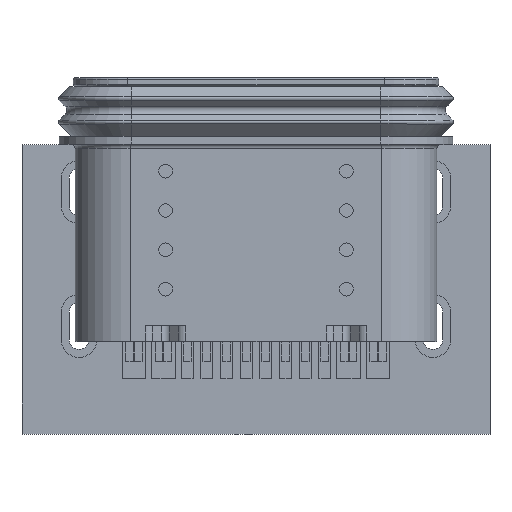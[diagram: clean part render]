
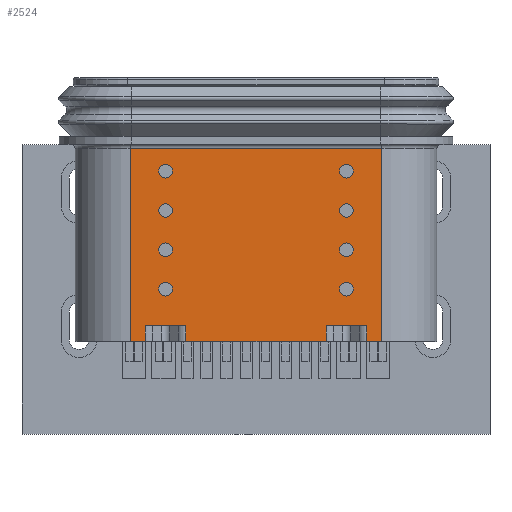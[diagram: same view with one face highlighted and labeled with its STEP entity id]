
A CAD part, top view. The second image highlights one B-rep face of the part: STEP entity #2524.
In plain terms, the highlighted planar face has unit normal (0, 0, 1).
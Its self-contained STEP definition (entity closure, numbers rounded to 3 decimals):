
#2524=ADVANCED_FACE('',(#7365,#7366,#7367,#7368,#7369,#7370,#7371,#7372,
#7373),#3514,.T.);
#3514=PLANE('',#19950);
#4287=LINE('',#27922,#5959);
#4290=LINE('',#27935,#5962);
#4291=LINE('',#27979,#5963);
#4292=LINE('',#27982,#5964);
#4293=LINE('',#27984,#5965);
#4294=LINE('',#27986,#5966);
#4295=LINE('',#27988,#5967);
#4296=LINE('',#27989,#5968);
#4297=LINE('',#27991,#5969);
#4298=LINE('',#27993,#5970);
#4299=LINE('',#27994,#5971);
#4300=LINE('',#27996,#5972);
#5959=VECTOR('',#22344,1.);
#5962=VECTOR('',#22355,1.);
#5963=VECTOR('',#22408,1.);
#5964=VECTOR('',#22409,1.);
#5965=VECTOR('',#22410,1.);
#5966=VECTOR('',#22411,1.);
#5967=VECTOR('',#22412,1.);
#5968=VECTOR('',#22413,1.);
#5969=VECTOR('',#22414,1.);
#5970=VECTOR('',#22415,1.);
#5971=VECTOR('',#22416,1.);
#5972=VECTOR('',#22417,1.);
#7365=FACE_BOUND('',#7618,.T.);
#7366=FACE_BOUND('',#7619,.T.);
#7367=FACE_BOUND('',#7620,.T.);
#7368=FACE_BOUND('',#7621,.T.);
#7369=FACE_BOUND('',#7622,.T.);
#7370=FACE_BOUND('',#7623,.T.);
#7371=FACE_BOUND('',#7624,.T.);
#7372=FACE_BOUND('',#7625,.T.);
#7373=FACE_BOUND('',#7626,.T.);
#7618=EDGE_LOOP('',(#9292));
#7619=EDGE_LOOP('',(#9293));
#7620=EDGE_LOOP('',(#9294));
#7621=EDGE_LOOP('',(#9295));
#7622=EDGE_LOOP('',(#9296,#9297,#9298,#9299,#9300,#9301,#9302,#9303,#9304,
#9305,#9306,#9307));
#7623=EDGE_LOOP('',(#9308));
#7624=EDGE_LOOP('',(#9309));
#7625=EDGE_LOOP('',(#9310));
#7626=EDGE_LOOP('',(#9311));
#9292=ORIENTED_EDGE('',*,*,#16493,.F.);
#9293=ORIENTED_EDGE('',*,*,#16491,.T.);
#9294=ORIENTED_EDGE('',*,*,#16483,.F.);
#9295=ORIENTED_EDGE('',*,*,#16485,.F.);
#9296=ORIENTED_EDGE('',*,*,#16495,.T.);
#9297=ORIENTED_EDGE('',*,*,#16496,.T.);
#9298=ORIENTED_EDGE('',*,*,#16497,.F.);
#9299=ORIENTED_EDGE('',*,*,#16498,.F.);
#9300=ORIENTED_EDGE('',*,*,#16499,.T.);
#9301=ORIENTED_EDGE('',*,*,#16471,.F.);
#9302=ORIENTED_EDGE('',*,*,#16500,.F.);
#9303=ORIENTED_EDGE('',*,*,#16501,.F.);
#9304=ORIENTED_EDGE('',*,*,#16502,.F.);
#9305=ORIENTED_EDGE('',*,*,#16477,.F.);
#9306=ORIENTED_EDGE('',*,*,#16503,.T.);
#9307=ORIENTED_EDGE('',*,*,#16504,.F.);
#9308=ORIENTED_EDGE('',*,*,#16487,.T.);
#9309=ORIENTED_EDGE('',*,*,#16489,.T.);
#9310=ORIENTED_EDGE('',*,*,#16481,.F.);
#9311=ORIENTED_EDGE('',*,*,#16479,.F.);
#14526=VERTEX_POINT('',#27921);
#14527=VERTEX_POINT('',#27923);
#14532=VERTEX_POINT('',#27934);
#14533=VERTEX_POINT('',#27936);
#14534=VERTEX_POINT('',#27940);
#14536=VERTEX_POINT('',#27945);
#14538=VERTEX_POINT('',#27950);
#14540=VERTEX_POINT('',#27955);
#14542=VERTEX_POINT('',#27960);
#14544=VERTEX_POINT('',#27965);
#14546=VERTEX_POINT('',#27970);
#14548=VERTEX_POINT('',#27975);
#14550=VERTEX_POINT('',#27980);
#14551=VERTEX_POINT('',#27981);
#14552=VERTEX_POINT('',#27983);
#14553=VERTEX_POINT('',#27985);
#14554=VERTEX_POINT('',#27987);
#14555=VERTEX_POINT('',#27990);
#14556=VERTEX_POINT('',#27992);
#14557=VERTEX_POINT('',#27995);
#16471=EDGE_CURVE('',#14526,#14527,#4287,.T.);
#16477=EDGE_CURVE('',#14532,#14533,#4290,.T.);
#16479=EDGE_CURVE('',#14534,#14534,#18973,.T.);
#16481=EDGE_CURVE('',#14536,#14536,#18975,.T.);
#16483=EDGE_CURVE('',#14538,#14538,#18977,.T.);
#16485=EDGE_CURVE('',#14540,#14540,#18979,.T.);
#16487=EDGE_CURVE('',#14542,#14542,#18981,.T.);
#16489=EDGE_CURVE('',#14544,#14544,#18983,.T.);
#16491=EDGE_CURVE('',#14546,#14546,#18985,.T.);
#16493=EDGE_CURVE('',#14548,#14548,#18987,.T.);
#16495=EDGE_CURVE('',#14550,#14551,#4291,.T.);
#16496=EDGE_CURVE('',#14551,#14552,#4292,.T.);
#16497=EDGE_CURVE('',#14553,#14552,#4293,.T.);
#16498=EDGE_CURVE('',#14554,#14553,#4294,.T.);
#16499=EDGE_CURVE('',#14554,#14527,#4295,.T.);
#16500=EDGE_CURVE('',#14555,#14526,#4296,.T.);
#16501=EDGE_CURVE('',#14556,#14555,#4297,.T.);
#16502=EDGE_CURVE('',#14533,#14556,#4298,.T.);
#16503=EDGE_CURVE('',#14532,#14557,#4299,.T.);
#16504=EDGE_CURVE('',#14550,#14557,#4300,.T.);
#18973=CIRCLE('',#19926,0.175);
#18975=CIRCLE('',#19929,0.175);
#18977=CIRCLE('',#19932,0.175);
#18979=CIRCLE('',#19935,0.175);
#18981=CIRCLE('',#19938,0.175);
#18983=CIRCLE('',#19941,0.175);
#18985=CIRCLE('',#19944,0.175);
#18987=CIRCLE('',#19947,0.175);
#19926=AXIS2_PLACEMENT_3D('',#27939,#22360,#22361);
#19929=AXIS2_PLACEMENT_3D('',#27944,#22366,#22367);
#19932=AXIS2_PLACEMENT_3D('',#27949,#22372,#22373);
#19935=AXIS2_PLACEMENT_3D('',#27954,#22378,#22379);
#19938=AXIS2_PLACEMENT_3D('',#27959,#22384,#22385);
#19941=AXIS2_PLACEMENT_3D('',#27964,#22390,#22391);
#19944=AXIS2_PLACEMENT_3D('',#27969,#22396,#22397);
#19947=AXIS2_PLACEMENT_3D('',#27974,#22402,#22403);
#19950=AXIS2_PLACEMENT_3D('',#27997,#22418,#22419);
#22344=DIRECTION('',(-1.,0.,0.));
#22355=DIRECTION('',(-1.,0.,0.));
#22360=DIRECTION('',(0.,0.,1.));
#22361=DIRECTION('',(1.,0.,0.));
#22366=DIRECTION('',(0.,0.,1.));
#22367=DIRECTION('',(1.,0.,0.));
#22372=DIRECTION('',(0.,0.,1.));
#22373=DIRECTION('',(1.,0.,0.));
#22378=DIRECTION('',(0.,0.,1.));
#22379=DIRECTION('',(1.,0.,0.));
#22384=DIRECTION('',(0.,0.,-1.));
#22385=DIRECTION('',(-1.,0.,0.));
#22390=DIRECTION('',(0.,0.,-1.));
#22391=DIRECTION('',(-1.,0.,0.));
#22396=DIRECTION('',(0.,0.,-1.));
#22397=DIRECTION('',(-1.,0.,0.));
#22402=DIRECTION('',(0.,0.,1.));
#22403=DIRECTION('',(-1.,0.,0.));
#22408=DIRECTION('',(0.,1.,0.));
#22409=DIRECTION('',(-1.,0.,0.));
#22410=DIRECTION('',(0.,1.,0.));
#22411=DIRECTION('',(-1.,0.,0.));
#22412=DIRECTION('',(0.,1.,0.));
#22413=DIRECTION('',(0.,1.,0.));
#22414=DIRECTION('',(-1.,0.,0.));
#22415=DIRECTION('',(0.,-1.,0.));
#22416=DIRECTION('',(0.,-1.,0.));
#22417=DIRECTION('',(-1.,0.,0.));
#22418=DIRECTION('',(0.,0.,1.));
#22419=DIRECTION('',(1.,0.,0.));
#27921=CARTESIAN_POINT('',(-56.951,92.975,0.1));
#27922=CARTESIAN_POINT('',(-58.837,92.975,0.1));
#27923=CARTESIAN_POINT('',(-57.983,92.975,0.1));
#27934=CARTESIAN_POINT('',(-52.351,92.975,0.1));
#27935=CARTESIAN_POINT('',(-57.837,92.975,0.1));
#27936=CARTESIAN_POINT('',(-53.383,92.975,0.1));
#27939=CARTESIAN_POINT('',(-57.467,93.904,0.1));
#27940=CARTESIAN_POINT('',(-57.292,93.904,0.1));
#27944=CARTESIAN_POINT('',(-57.467,94.904,0.1));
#27945=CARTESIAN_POINT('',(-57.292,94.904,0.1));
#27949=CARTESIAN_POINT('',(-57.467,95.904,0.1));
#27950=CARTESIAN_POINT('',(-57.292,95.904,0.1));
#27954=CARTESIAN_POINT('',(-57.467,96.904,0.1));
#27955=CARTESIAN_POINT('',(-57.292,96.904,0.1));
#27959=CARTESIAN_POINT('',(-52.867,93.904,0.1));
#27960=CARTESIAN_POINT('',(-53.042,93.904,0.1));
#27964=CARTESIAN_POINT('',(-52.867,94.904,0.1));
#27965=CARTESIAN_POINT('',(-53.042,94.904,0.1));
#27969=CARTESIAN_POINT('',(-52.867,95.904,0.1));
#27970=CARTESIAN_POINT('',(-53.042,95.904,0.1));
#27974=CARTESIAN_POINT('',(-52.867,96.904,0.1));
#27975=CARTESIAN_POINT('',(-53.042,96.904,0.1));
#27979=CARTESIAN_POINT('',(-51.967,44.07,0.1));
#27980=CARTESIAN_POINT('',(-51.967,92.575,0.1));
#27981=CARTESIAN_POINT('',(-51.967,97.485,0.1));
#27982=CARTESIAN_POINT('',(-58.337,97.485,0.1));
#27983=CARTESIAN_POINT('',(-58.367,97.485,0.1));
#27984=CARTESIAN_POINT('',(-58.367,44.07,0.1));
#27985=CARTESIAN_POINT('',(-58.367,92.575,0.1));
#27986=CARTESIAN_POINT('',(-58.337,92.575,0.1));
#27987=CARTESIAN_POINT('',(-57.983,92.575,0.1));
#27988=CARTESIAN_POINT('',(-57.983,92.975,0.1));
#27989=CARTESIAN_POINT('',(-56.951,44.07,0.1));
#27990=CARTESIAN_POINT('',(-56.951,92.575,0.1));
#27991=CARTESIAN_POINT('',(-58.337,92.575,0.1));
#27992=CARTESIAN_POINT('',(-53.383,92.575,0.1));
#27993=CARTESIAN_POINT('',(-53.383,44.07,0.1));
#27994=CARTESIAN_POINT('',(-52.351,44.07,0.1));
#27995=CARTESIAN_POINT('',(-52.351,92.575,0.1));
#27996=CARTESIAN_POINT('',(-58.337,92.575,0.1));
#27997=CARTESIAN_POINT('',(-58.337,44.07,0.1));
